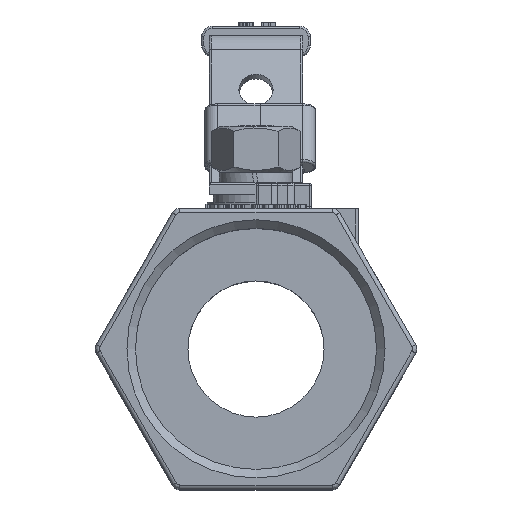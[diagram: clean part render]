
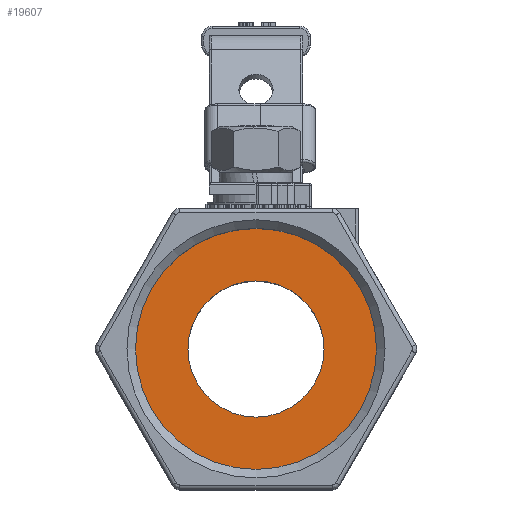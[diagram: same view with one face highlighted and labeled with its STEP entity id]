
A CAD part, top view. The second image highlights one B-rep face of the part: STEP entity #19607.
In plain terms, the highlighted planar face has unit normal (0, 0, 1).
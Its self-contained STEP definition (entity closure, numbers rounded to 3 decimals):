
#207=FACE_BOUND('',#5895,.T.);
#3790=PLANE('',#20435);
#4750=FACE_OUTER_BOUND('',#5894,.T.);
#5894=EDGE_LOOP('',(#16598));
#5895=EDGE_LOOP('',(#16599));
#6221=CIRCLE('',#20424,28.328);
#6229=CIRCLE('',#20434,16.);
#8841=VERTEX_POINT('',#37022);
#8855=VERTEX_POINT('',#37052);
#11451=EDGE_CURVE('',#8841,#8841,#6221,.T.);
#11465=EDGE_CURVE('',#8855,#8855,#6229,.T.);
#16598=ORIENTED_EDGE('',*,*,#11451,.F.);
#16599=ORIENTED_EDGE('',*,*,#11465,.T.);
#19607=ADVANCED_FACE('',(#4750,#207),#3790,.F.);
#20424=AXIS2_PLACEMENT_3D('',#37023,#23417,#23418);
#20434=AXIS2_PLACEMENT_3D('',#37053,#23443,#23444);
#20435=AXIS2_PLACEMENT_3D('',#37054,#23445,#23446);
#23417=DIRECTION('center_axis',(0.,0.,-1.));
#23418=DIRECTION('ref_axis',(-1.,0.,0.));
#23443=DIRECTION('center_axis',(0.,0.,-1.));
#23444=DIRECTION('ref_axis',(1.,0.,0.));
#23445=DIRECTION('center_axis',(0.,0.,-1.));
#23446=DIRECTION('ref_axis',(-1.,0.,0.));
#37022=CARTESIAN_POINT('',(-28.328,0.,26.));
#37023=CARTESIAN_POINT('Origin',(0.,0.,26.));
#37052=CARTESIAN_POINT('',(16.,0.,26.));
#37053=CARTESIAN_POINT('Origin',(0.,0.,26.));
#37054=CARTESIAN_POINT('Origin',(0.,0.,26.));
